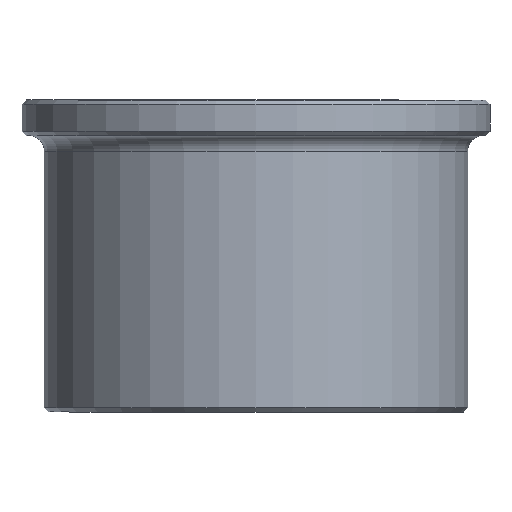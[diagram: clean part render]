
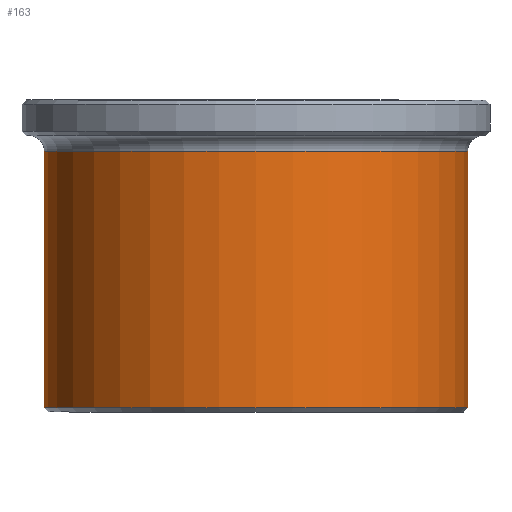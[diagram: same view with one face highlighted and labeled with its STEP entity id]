
A CAD part, front view. The second image highlights one B-rep face of the part: STEP entity #163.
In plain terms, the highlighted cylindrical face has radius 47.5 mm (diameter 95 mm), a full revolution.
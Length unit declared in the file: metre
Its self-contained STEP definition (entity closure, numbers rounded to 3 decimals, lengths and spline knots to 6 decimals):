
#163=ADVANCED_FACE('',(#199,#200),#201,.T.);
#199=FACE_OUTER_BOUND('',#3193,.T.);
#200=FACE_OUTER_BOUND('',#3194,.T.);
#201=CYLINDRICAL_SURFACE('',#3195,0.0475);
#3193=EDGE_LOOP('',(#6218));
#3194=EDGE_LOOP('',(#6219));
#3195=AXIS2_PLACEMENT_3D('',#6220,#6221,#6222);
#6218=ORIENTED_EDGE('',*,*,#6271,.T.);
#6219=ORIENTED_EDGE('',*,*,#6272,.F.);
#6220=CARTESIAN_POINT('',(0.0,0.0,0.));
#6221=DIRECTION('',(0.0,0.,-1.0));
#6222=DIRECTION('',(0.0,1.0,0.));
#6271=EDGE_CURVE('',#6310,#6310,#6311,.T.);
#6272=EDGE_CURVE('',#6312,#6312,#6313,.T.);
#6310=VERTEX_POINT('',#6582);
#6311=CIRCLE('',#6583,0.0475);
#6312=VERTEX_POINT('',#6584);
#6313=CIRCLE('',#6585,0.0475);
#6582=CARTESIAN_POINT('',(0.0,0.0475,0.0585));
#6583=AXIS2_PLACEMENT_3D('',#6629,#6630,#6631);
#6584=CARTESIAN_POINT('',(0.0,0.0475,0.001));
#6585=AXIS2_PLACEMENT_3D('',#6632,#6633,#6634);
#6629=CARTESIAN_POINT('',(0.0,0.0,0.0585));
#6630=DIRECTION('',(0.0,0.,-1.0));
#6631=DIRECTION('',(0.0,1.0,0.));
#6632=CARTESIAN_POINT('',(0.0,0.0,0.001));
#6633=DIRECTION('',(0.0,0.,-1.0));
#6634=DIRECTION('',(0.0,1.0,0.));
